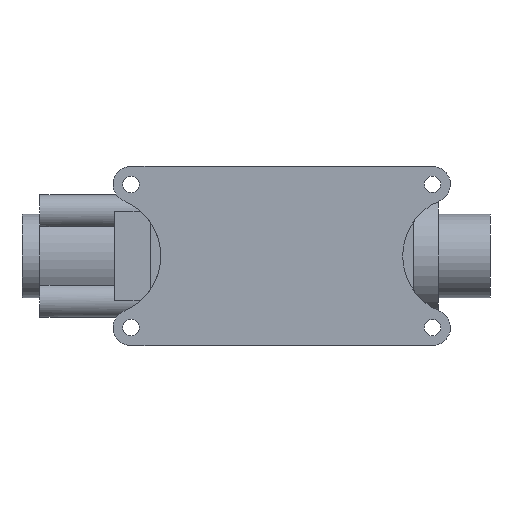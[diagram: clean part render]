
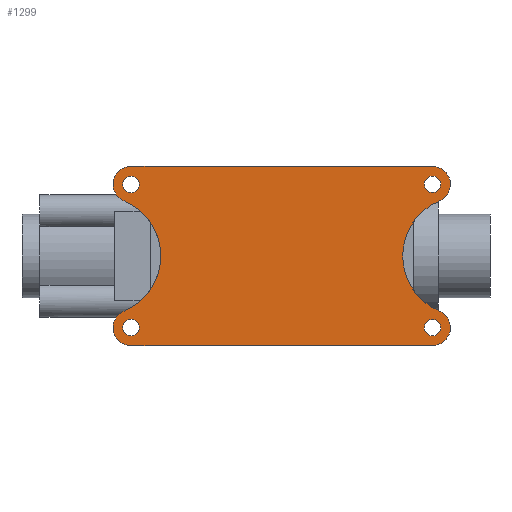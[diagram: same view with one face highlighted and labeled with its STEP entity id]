
A CAD part, front view. The second image highlights one B-rep face of the part: STEP entity #1299.
In plain terms, the highlighted planar face has unit normal (0, -1, 0).
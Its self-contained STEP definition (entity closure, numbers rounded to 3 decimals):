
#3 = DIRECTION ( 'NONE',  ( 1., 0., 0. ) ) ;
#10 = CARTESIAN_POINT ( 'NONE',  ( 105.615, 0., 36.923 ) ) ;
#50 = DIRECTION ( 'NONE',  ( 0., 0., -1. ) ) ;
#57 = DIRECTION ( 'NONE',  ( 0., 0., 1. ) ) ;
#64 = DIRECTION ( 'NONE',  ( 0., 0., -1. ) ) ;
#96 = VERTEX_POINT ( 'NONE', #506 ) ;
#123 = EDGE_CURVE ( 'NONE', #1907, #4089, #2529, .T. ) ;
#163 = DIRECTION ( 'NONE',  ( 0., 0., 1. ) ) ;
#196 = CARTESIAN_POINT ( 'NONE',  ( -101., 0., -60. ) ) ;
#204 = VERTEX_POINT ( 'NONE', #985 ) ;
#208 = CARTESIAN_POINT ( 'NONE',  ( 101., 0., -48. ) ) ;
#221 = EDGE_LOOP ( 'NONE', ( #2454, #3261 ) ) ;
#235 = LINE ( 'NONE', #2527, #2264 ) ;
#310 = FACE_BOUND ( 'NONE', #1302, .T. ) ;
#316 = AXIS2_PLACEMENT_3D ( 'NONE', #2665, #3780, #2285 ) ;
#324 = AXIS2_PLACEMENT_3D ( 'NONE', #4042, #1984, #3345 ) ;
#394 = AXIS2_PLACEMENT_3D ( 'NONE', #398, #1769, #57 ) ;
#398 = CARTESIAN_POINT ( 'NONE',  ( -121., 0., 0. ) ) ;
#436 = ORIENTED_EDGE ( 'NONE', *, *, #1854, .F. ) ;
#471 = EDGE_CURVE ( 'NONE', #1621, #583, #1529, .T. ) ;
#488 = EDGE_LOOP ( 'NONE', ( #2404, #2208 ) ) ;
#506 = CARTESIAN_POINT ( 'NONE',  ( -105.615, 0., -36.923 ) ) ;
#550 = DIRECTION ( 'NONE',  ( 0., 1., 0. ) ) ;
#583 = VERTEX_POINT ( 'NONE', #3264 ) ;
#615 = ORIENTED_EDGE ( 'NONE', *, *, #633, .F. ) ;
#633 = EDGE_CURVE ( 'NONE', #2799, #1471, #2043, .T. ) ;
#668 = EDGE_CURVE ( 'NONE', #2310, #2799, #1378, .T. ) ;
#680 = CIRCLE ( 'NONE', #1685, 12. ) ;
#695 = FACE_BOUND ( 'NONE', #488, .T. ) ;
#706 = EDGE_CURVE ( 'NONE', #1471, #1500, #3743, .T. ) ;
#768 = VERTEX_POINT ( 'NONE', #1020 ) ;
#825 = DIRECTION ( 'NONE',  ( 0., 0., -1. ) ) ;
#865 = CARTESIAN_POINT ( 'NONE',  ( -101., 0., -48. ) ) ;
#889 = CARTESIAN_POINT ( 'NONE',  ( -101., 0., 42.5 ) ) ;
#907 = DIRECTION ( 'NONE',  ( 0., 1., 0. ) ) ;
#938 = FACE_BOUND ( 'NONE', #1503, .T. ) ;
#966 = DIRECTION ( 'NONE',  ( 0., 0., 1. ) ) ;
#967 = CARTESIAN_POINT ( 'NONE',  ( 101., 0., 42.5 ) ) ;
#985 = CARTESIAN_POINT ( 'NONE',  ( 101., 0., -53.5 ) ) ;
#1020 = CARTESIAN_POINT ( 'NONE',  ( -105.615, 0., 36.923 ) ) ;
#1223 = EDGE_CURVE ( 'NONE', #2581, #4222, #3104, .T. ) ;
#1247 = DIRECTION ( 'NONE',  ( 0., 0., 1. ) ) ;
#1272 = DIRECTION ( 'NONE',  ( 0., 0., 1. ) ) ;
#1299 = ADVANCED_FACE ( 'NONE', ( #2002, #695, #310, #938, #3008 ), #1705, .F. ) ;
#1302 = EDGE_LOOP ( 'NONE', ( #4070, #3342 ) ) ;
#1351 = CARTESIAN_POINT ( 'NONE',  ( 101., 0., 48. ) ) ;
#1378 = LINE ( 'NONE', #2035, #3163 ) ;
#1445 = CARTESIAN_POINT ( 'NONE',  ( -101., 0., 48. ) ) ;
#1471 = VERTEX_POINT ( 'NONE', #10 ) ;
#1500 = VERTEX_POINT ( 'NONE', #4233 ) ;
#1503 = EDGE_LOOP ( 'NONE', ( #1707, #4393 ) ) ;
#1522 = AXIS2_PLACEMENT_3D ( 'NONE', #1351, #4041, #966 ) ;
#1529 = CIRCLE ( 'NONE', #2685, 5.5 ) ;
#1538 = CARTESIAN_POINT ( 'NONE',  ( 101., 0., -48. ) ) ;
#1565 = DIRECTION ( 'NONE',  ( 0., 1., 0. ) ) ;
#1590 = AXIS2_PLACEMENT_3D ( 'NONE', #3988, #907, #3637 ) ;
#1591 = CARTESIAN_POINT ( 'NONE',  ( -101., 0., -42.5 ) ) ;
#1621 = VERTEX_POINT ( 'NONE', #889 ) ;
#1664 = EDGE_CURVE ( 'NONE', #204, #2842, #3400, .T. ) ;
#1685 = AXIS2_PLACEMENT_3D ( 'NONE', #4307, #1565, #2220 ) ;
#1697 = DIRECTION ( 'NONE',  ( 0., -1., 0. ) ) ;
#1705 = PLANE ( 'NONE',  #1522 ) ;
#1707 = ORIENTED_EDGE ( 'NONE', *, *, #3066, .T. ) ;
#1733 = CARTESIAN_POINT ( 'NONE',  ( 121., 0., 0. ) ) ;
#1769 = DIRECTION ( 'NONE',  ( 0., -1., 0. ) ) ;
#1854 = EDGE_CURVE ( 'NONE', #768, #2310, #3463, .T. ) ;
#1899 = AXIS2_PLACEMENT_3D ( 'NONE', #2984, #4354, #3339 ) ;
#1906 = CARTESIAN_POINT ( 'NONE',  ( -101., 0., 60. ) ) ;
#1907 = VERTEX_POINT ( 'NONE', #2477 ) ;
#1984 = DIRECTION ( 'NONE',  ( 0., 1., 0. ) ) ;
#2002 = FACE_BOUND ( 'NONE', #221, .T. ) ;
#2005 = VERTEX_POINT ( 'NONE', #2609 ) ;
#2035 = CARTESIAN_POINT ( 'NONE',  ( -101., 0., 60. ) ) ;
#2043 = CIRCLE ( 'NONE', #1590, 12. ) ;
#2053 = CIRCLE ( 'NONE', #1899, 5.5 ) ;
#2141 = CARTESIAN_POINT ( 'NONE',  ( -101., 0., 48. ) ) ;
#2203 = DIRECTION ( 'NONE',  ( 0., 1., 0. ) ) ;
#2208 = ORIENTED_EDGE ( 'NONE', *, *, #123, .T. ) ;
#2220 = DIRECTION ( 'NONE',  ( 0., 0., 1. ) ) ;
#2229 = EDGE_LOOP ( 'NONE', ( #615, #3731, #436, #2419, #4448, #3670, #2689, #4431 ) ) ;
#2241 = CARTESIAN_POINT ( 'NONE',  ( 101., 0., 48. ) ) ;
#2264 = VECTOR ( 'NONE', #2557, 1000. ) ;
#2285 = DIRECTION ( 'NONE',  ( 0., 0., 1. ) ) ;
#2310 = VERTEX_POINT ( 'NONE', #1906 ) ;
#2384 = EDGE_CURVE ( 'NONE', #3998, #96, #680, .T. ) ;
#2400 = AXIS2_PLACEMENT_3D ( 'NONE', #208, #550, #2621 ) ;
#2404 = ORIENTED_EDGE ( 'NONE', *, *, #2466, .T. ) ;
#2419 = ORIENTED_EDGE ( 'NONE', *, *, #2631, .F. ) ;
#2454 = ORIENTED_EDGE ( 'NONE', *, *, #4351, .T. ) ;
#2466 = EDGE_CURVE ( 'NONE', #4089, #1907, #2693, .T. ) ;
#2477 = CARTESIAN_POINT ( 'NONE',  ( -101., 0., -53.5 ) ) ;
#2520 = DIRECTION ( 'NONE',  ( 0., 1., 0. ) ) ;
#2527 = CARTESIAN_POINT ( 'NONE',  ( -101., 0., -60. ) ) ;
#2529 = CIRCLE ( 'NONE', #3105, 5.5 ) ;
#2550 = CIRCLE ( 'NONE', #3769, 5.5 ) ;
#2557 = DIRECTION ( 'NONE',  ( -1., 0., 0. ) ) ;
#2581 = VERTEX_POINT ( 'NONE', #967 ) ;
#2600 = DIRECTION ( 'NONE',  ( 0., 1., 0. ) ) ;
#2609 = CARTESIAN_POINT ( 'NONE',  ( 101., 0., -60. ) ) ;
#2620 = DIRECTION ( 'NONE',  ( 0., 1., 0. ) ) ;
#2621 = DIRECTION ( 'NONE',  ( 0., 0., -1. ) ) ;
#2631 = EDGE_CURVE ( 'NONE', #96, #768, #3908, .T. ) ;
#2665 = CARTESIAN_POINT ( 'NONE',  ( 101., 0., -48. ) ) ;
#2685 = AXIS2_PLACEMENT_3D ( 'NONE', #1445, #2520, #163 ) ;
#2689 = ORIENTED_EDGE ( 'NONE', *, *, #4287, .F. ) ;
#2693 = CIRCLE ( 'NONE', #324, 5.5 ) ;
#2799 = VERTEX_POINT ( 'NONE', #2935 ) ;
#2839 = EDGE_CURVE ( 'NONE', #2005, #3998, #235, .T. ) ;
#2842 = VERTEX_POINT ( 'NONE', #3924 ) ;
#2872 = EDGE_CURVE ( 'NONE', #4222, #2581, #2053, .T. ) ;
#2896 = DIRECTION ( 'NONE',  ( 0., 0., -1. ) ) ;
#2935 = CARTESIAN_POINT ( 'NONE',  ( 101., 0., 60. ) ) ;
#2950 = DIRECTION ( 'NONE',  ( 0., 1., 0. ) ) ;
#2984 = CARTESIAN_POINT ( 'NONE',  ( 101., 0., 48. ) ) ;
#3008 = FACE_OUTER_BOUND ( 'NONE', #2229, .T. ) ;
#3066 = EDGE_CURVE ( 'NONE', #2842, #204, #2550, .T. ) ;
#3104 = CIRCLE ( 'NONE', #3454, 5.5 ) ;
#3105 = AXIS2_PLACEMENT_3D ( 'NONE', #865, #3902, #825 ) ;
#3163 = VECTOR ( 'NONE', #3, 1000. ) ;
#3261 = ORIENTED_EDGE ( 'NONE', *, *, #471, .T. ) ;
#3264 = CARTESIAN_POINT ( 'NONE',  ( -101., 0., 53.5 ) ) ;
#3339 = DIRECTION ( 'NONE',  ( 0., 0., -1. ) ) ;
#3342 = ORIENTED_EDGE ( 'NONE', *, *, #1223, .T. ) ;
#3345 = DIRECTION ( 'NONE',  ( 0., 0., -1. ) ) ;
#3400 = CIRCLE ( 'NONE', #316, 5.5 ) ;
#3454 = AXIS2_PLACEMENT_3D ( 'NONE', #2241, #2600, #2896 ) ;
#3463 = CIRCLE ( 'NONE', #4188, 12. ) ;
#3637 = DIRECTION ( 'NONE',  ( 0., 0., 1. ) ) ;
#3670 = ORIENTED_EDGE ( 'NONE', *, *, #2839, .F. ) ;
#3731 = ORIENTED_EDGE ( 'NONE', *, *, #668, .F. ) ;
#3737 = AXIS2_PLACEMENT_3D ( 'NONE', #4299, #2950, #1272 ) ;
#3743 = CIRCLE ( 'NONE', #4106, 40. ) ;
#3769 = AXIS2_PLACEMENT_3D ( 'NONE', #1538, #2620, #1247 ) ;
#3780 = DIRECTION ( 'NONE',  ( 0., 1., 0. ) ) ;
#3831 = CARTESIAN_POINT ( 'NONE',  ( 101., 0., 53.5 ) ) ;
#3875 = CIRCLE ( 'NONE', #3737, 5.5 ) ;
#3902 = DIRECTION ( 'NONE',  ( 0., 1., 0. ) ) ;
#3908 = CIRCLE ( 'NONE', #394, 40. ) ;
#3924 = CARTESIAN_POINT ( 'NONE',  ( 101., 0., -42.5 ) ) ;
#3968 = CIRCLE ( 'NONE', #2400, 12. ) ;
#3988 = CARTESIAN_POINT ( 'NONE',  ( 101., 0., 48. ) ) ;
#3998 = VERTEX_POINT ( 'NONE', #196 ) ;
#4041 = DIRECTION ( 'NONE',  ( 0., 1., 0. ) ) ;
#4042 = CARTESIAN_POINT ( 'NONE',  ( -101., 0., -48. ) ) ;
#4070 = ORIENTED_EDGE ( 'NONE', *, *, #2872, .T. ) ;
#4089 = VERTEX_POINT ( 'NONE', #1591 ) ;
#4106 = AXIS2_PLACEMENT_3D ( 'NONE', #1733, #1697, #50 ) ;
#4188 = AXIS2_PLACEMENT_3D ( 'NONE', #2141, #2203, #64 ) ;
#4222 = VERTEX_POINT ( 'NONE', #3831 ) ;
#4233 = CARTESIAN_POINT ( 'NONE',  ( 105.615, 0., -36.923 ) ) ;
#4287 = EDGE_CURVE ( 'NONE', #1500, #2005, #3968, .T. ) ;
#4299 = CARTESIAN_POINT ( 'NONE',  ( -101., 0., 48. ) ) ;
#4307 = CARTESIAN_POINT ( 'NONE',  ( -101., 0., -48. ) ) ;
#4351 = EDGE_CURVE ( 'NONE', #583, #1621, #3875, .T. ) ;
#4354 = DIRECTION ( 'NONE',  ( 0., 1., 0. ) ) ;
#4393 = ORIENTED_EDGE ( 'NONE', *, *, #1664, .T. ) ;
#4431 = ORIENTED_EDGE ( 'NONE', *, *, #706, .F. ) ;
#4448 = ORIENTED_EDGE ( 'NONE', *, *, #2384, .F. ) ;
